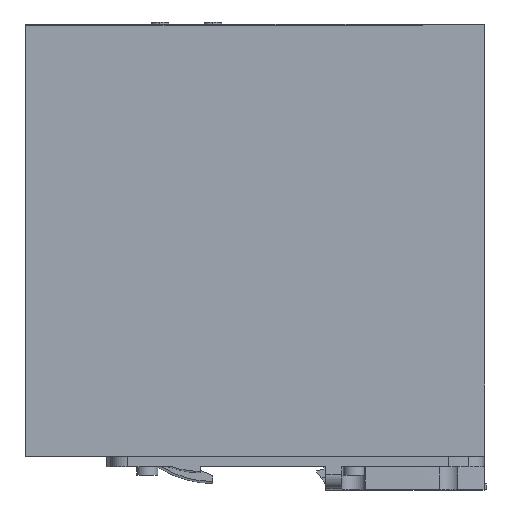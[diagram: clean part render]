
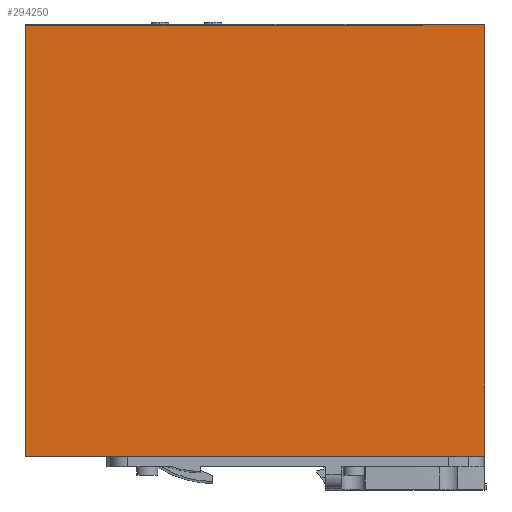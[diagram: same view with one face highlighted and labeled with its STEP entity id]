
A CAD part, left-side view. The second image highlights one B-rep face of the part: STEP entity #294250.
In plain terms, the highlighted planar face has unit normal (-1, 0, 0).
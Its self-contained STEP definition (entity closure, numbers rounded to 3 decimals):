
#5840=CARTESIAN_POINT('',(0.,122.25,111.599));
#5850=VERTEX_POINT('',#5840);
#6880=CARTESIAN_POINT('',(0.,122.25,129.2));
#6890=VERTEX_POINT('',#6880);
#6920=CARTESIAN_POINT('',(0.,122.25,0.));
#6930=DIRECTION('',(0.,0.,1.));
#6940=VECTOR('',#6930,1.);
#6950=LINE('',#6920,#6940);
#6960=EDGE_CURVE('',#5850,#6890,#6950,.T.);
#157730=CARTESIAN_POINT('',(0.,0.,111.599));
#157740=DIRECTION('',(0.,-1.,0.));
#157750=VECTOR('',#157740,1.);
#157760=LINE('',#157730,#157750);
#157770=CARTESIAN_POINT('',(0.,122.1,111.599));
#157780=VERTEX_POINT('',#157770);
#157790=EDGE_CURVE('',#5850,#157780,#157760,.T.);
#229540=CARTESIAN_POINT('',(0.,122.1,-0.8));
#229550=VERTEX_POINT('',#229540);
#229580=CARTESIAN_POINT('',(0.,0.,-0.8));
#229590=DIRECTION('',(0.,-1.,0.));
#229600=VECTOR('',#229590,1.);
#229610=LINE('',#229580,#229600);
#229620=CARTESIAN_POINT('',(0.,0.,-0.8))
;
#229630=VERTEX_POINT('',#229620);
#229640=EDGE_CURVE('',#229550,#229630,#229610,.T.);
#275110=CARTESIAN_POINT('',(0.,0.,129.2));
#275120=DIRECTION('',(0.,-1.,0.));
#275130=VECTOR('',#275120,1.);
#275140=LINE('',#275110,#275130);
#275150=CARTESIAN_POINT('',(0.,0.,129.2));
#275160=VERTEX_POINT('',#275150);
#275170=EDGE_CURVE('',#6890,#275160,#275140,.T.);
#294020=CARTESIAN_POINT('',(0.,121.2,0.));
#294030=DIRECTION('',(-1.,0.,0.));
#294040=DIRECTION('',(0.,-1.,0.));
#294050=AXIS2_PLACEMENT_3D('',#294020,#294030,#294040);
#294060=PLANE('',#294050);
#294070=ORIENTED_EDGE('',*,*,#229640,.T.);
#294080=CARTESIAN_POINT('',(0.,122.1,0.));
#294090=DIRECTION('',(0.,0.,-1.));
#294100=VECTOR('',#294090,1.);
#294110=LINE('',#294080,#294100);
#294120=EDGE_CURVE('',#157780,#229550,#294110,.T.);
#294130=ORIENTED_EDGE('',*,*,#294120,.T.);
#294140=ORIENTED_EDGE('',*,*,#157790,.T.);
#294150=ORIENTED_EDGE('',*,*,#6960,.F.);
#294160=ORIENTED_EDGE('',*,*,#275170,.F.);
#294170=CARTESIAN_POINT('',(0.,0.,0.));
#294180=DIRECTION('',(0.,0.,1.));
#294190=VECTOR('',#294180,1.);
#294200=LINE('',#294170,#294190);
#294210=EDGE_CURVE('',#229630,#275160,#294200,.T.);
#294220=ORIENTED_EDGE('',*,*,#294210,.T.);
#294230=EDGE_LOOP('',(#294220,#294160,#294150,#294140,#294130,#294070));
#294240=FACE_OUTER_BOUND('',#294230,.T.);
#294250=ADVANCED_FACE('',(#294240),#294060,.T.);
